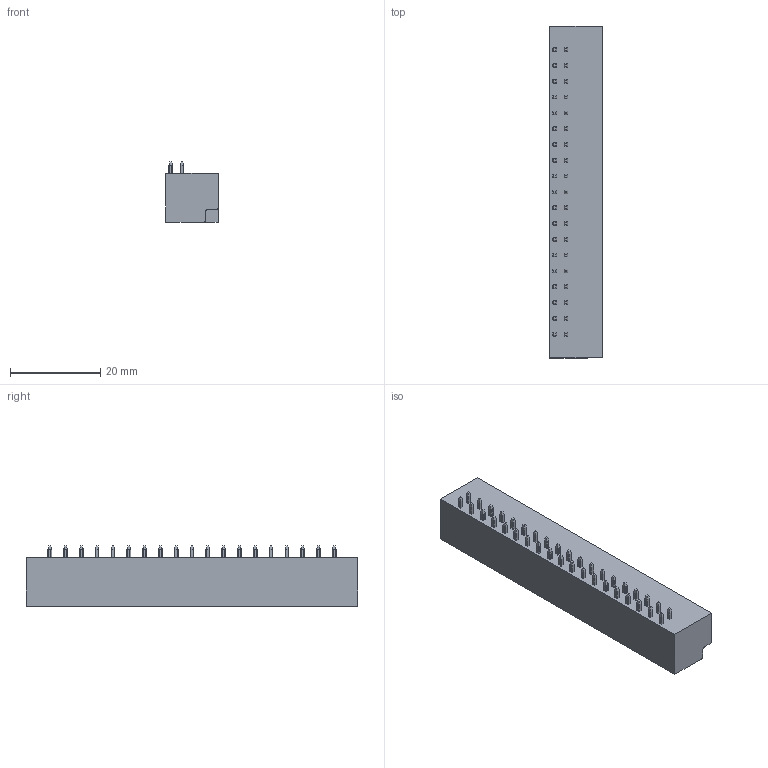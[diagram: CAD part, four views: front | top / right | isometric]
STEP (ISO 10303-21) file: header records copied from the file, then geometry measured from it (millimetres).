
FILE_DESCRIPTION((''),'2;1');
FILE_NAME('1111','2024-11-16T08:13:14',('tluser'),(''),'CREO PARAMETRIC BY PTC INC, 2018100','CREO PARAMETRIC BY PTC INC, 2018100','');
FILE_SCHEMA(('CONFIG_CONTROL_DESIGN'));
Length unit declared in the file: millimetre
Products named in the file (1): 1111
Bounding box: 11.6 x 73.5 x 13.4 mm (x, y, z)
Volume: 6553.9 mm3; surface area: 6476.9 mm2
Topology: 1 solids, 1 shells, 1672 faces, 4767 edges, 3178 vertices
Faces by surface type: plane 1081, cylinder 458, extrusion 133
Entity records: 55348 total; most frequent: CARTESIAN_POINT 12507, ORIENTED_EDGE 9534, DIRECTION 7906, EDGE_CURVE 4767, VECTOR 3414, LINE 3281, VERTEX_POINT 3178, AXIS2_PLACEMENT_3D 2246
